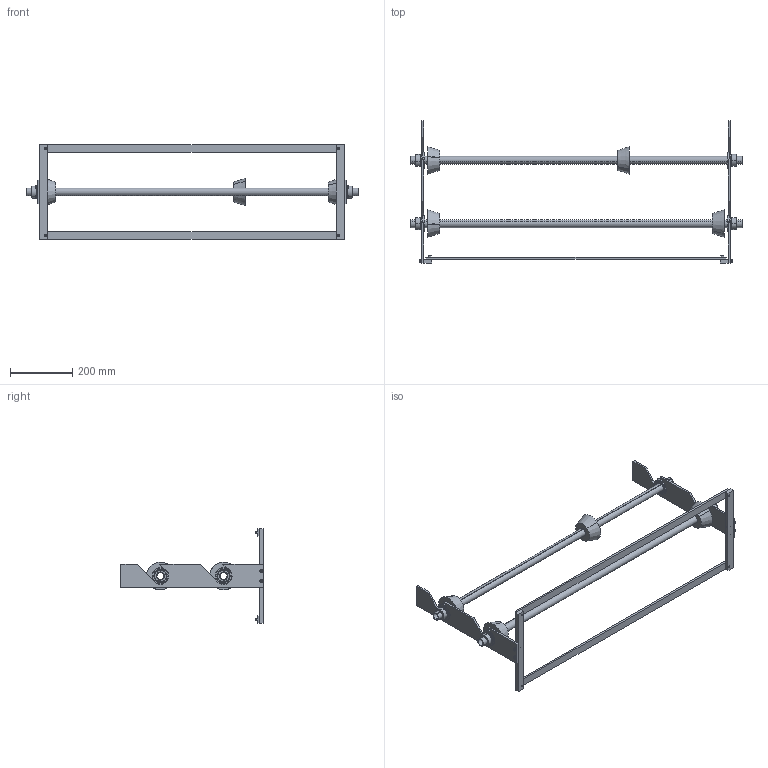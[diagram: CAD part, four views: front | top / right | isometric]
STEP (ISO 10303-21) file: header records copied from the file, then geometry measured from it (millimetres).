
FILE_DESCRIPTION (( 'STEP AP203' ), '1' );
FILE_NAME ('D0901576-v1_AdvLIGO_FMP_Foil Holder Assembly.STEP', '2009-08-21T13:55:24', ( ' ' ), ( ' ' ), 'SwSTEP 2.0', 'SolidWorks 2009', '' );
FILE_SCHEMA (( 'CONFIG_CONTROL_DESIGN' ));
Length unit declared in the file: inch
Products named in the file (10): D0901576-v1_AdvLIGO_FMP_Foil Holder Assembly; 6384K373_6384K373; D0901575_AdvLIGO_FMP_Foil Holder Rod_Shaft Only; D0901573_AdvLIGO_FMP_Foil Holder Vertical Support; D0901574_AdvLIGO_FMP_Foil Holder Horizontal Support; D0901572_AdvLIGO_FMP_Foil Holder Base Plate; D0901785_AdvLIGO_FMP_Foil Holder Roll Stop; 9946K240_9946K24; SST_setscrew_0.25-20 Set Screw X 0.75 LONG; SST_Socketheadcapscrew_SHCS 0.25-20  X 0.75
Assembly tree (32 placements, depth 2):
  D0901576-v1_AdvLIGO_FMP_Foil Holder Assembly
    SST_Socketheadcapscrew_SHCS 0.25-20  X 0.75  x8
    SST_setscrew_0.25-20 Set Screw X 0.75 LONG  x4
    D0901572_AdvLIGO_FMP_Foil Holder Base Plate  x2
    D0901785_AdvLIGO_FMP_Foil Holder Roll Stop  x4
    9946K240_9946K24  x4
    6384K373_6384K373  x4
    D0901575_AdvLIGO_FMP_Foil Holder Rod_Shaft Only  x2
    D0901573_AdvLIGO_FMP_Foil Holder Vertical Support  x2
    D0901574_AdvLIGO_FMP_Foil Holder Horizontal Support  x2
Bounding box: 1066.8 x 457.2 x 304.8 mm (x, y, z)
Volume: 1840469 mm3; surface area: 789116.1 mm2
Topology: 108 solids, 108 shells, 776 faces, 1848 edges, 1192 vertices
Faces by surface type: plane 268, cylinder 244, sphere 112, cone 96, torus 56
Entity records: 7452 total; most frequent: CARTESIAN_POINT 1175, DIRECTION 1074, ORIENTED_EDGE 828, AXIS2_PLACEMENT_3D 437, EDGE_CURVE 414, VERTEX_POINT 272, EDGE_LOOP 238, CIRCLE 202
